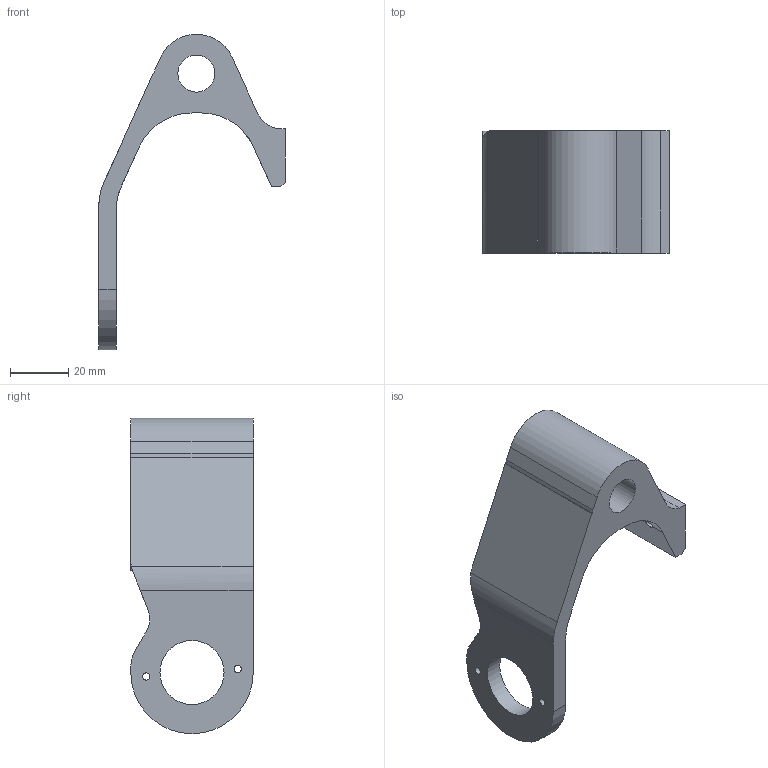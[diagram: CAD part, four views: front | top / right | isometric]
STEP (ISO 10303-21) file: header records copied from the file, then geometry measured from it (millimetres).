
FILE_DESCRIPTION(/* description */ (''),/* implementation_level */ '2;1');
FILE_NAME(/* name */ 'pivotArm_main_v7.step',/* time_stamp */ '2025-07-02T19:25:40-07:00',/* author */ (''),/* organization */ (''),/* preprocessor_version */ 'ST-DEVELOPER v20.1',/* originating_system */ 'Autodesk Translation Framework v14.10.0.0',/* authorisation */ '');
FILE_SCHEMA (('AUTOMOTIVE_DESIGN { 1 0 10303 214 3 1 1 }'));
Length unit declared in the file: millimetre
Products named in the file (1): 2025-06-25-00-13-40-529
Bounding box: 64 x 42 x 108.25 mm (x, y, z)
Volume: 55467.1 mm3; surface area: 17980.2 mm2
Topology: 1 solids, 1 shells, 40 faces, 131 edges, 88 vertices
Faces by surface type: plane 21, cylinder 19
Full cylindrical faces by diameter (mm): 2.529 x2, 3.332 x3, 4.234 x2, 12.7 x1, 22 x1
Entity records: 1687 total; most frequent: CARTESIAN_POINT 458, ORIENTED_EDGE 262, DIRECTION 233, EDGE_CURVE 131, VERTEX_POINT 88, AXIS2_PLACEMENT_3D 79, LINE 75, VECTOR 75
